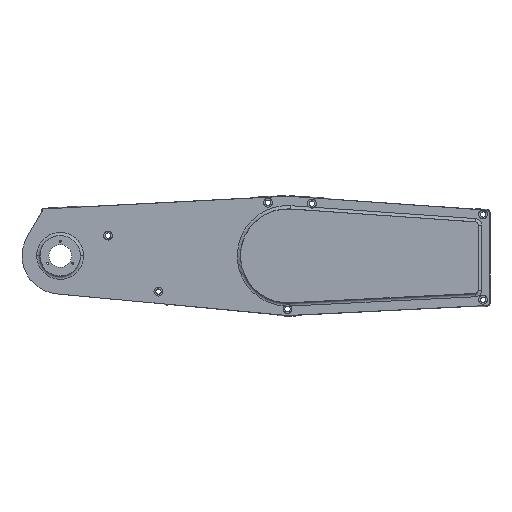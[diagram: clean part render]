
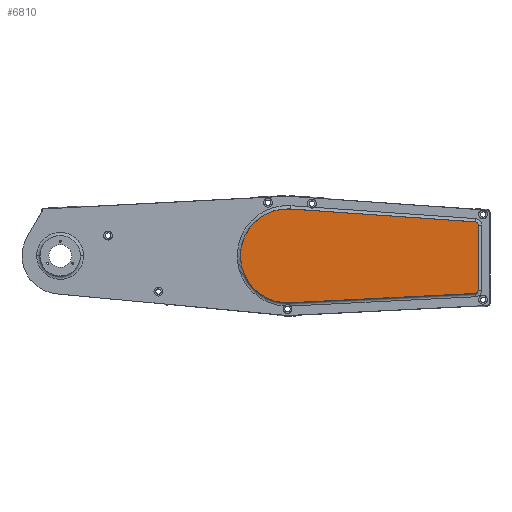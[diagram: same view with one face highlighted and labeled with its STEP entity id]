
A CAD part, top view. The second image highlights one B-rep face of the part: STEP entity #6810.
In plain terms, the highlighted planar face has unit normal (0, 0, 1).
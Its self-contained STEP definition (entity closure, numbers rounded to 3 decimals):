
#36 = DIRECTION ( 'NONE',  ( 1., 0., 0. ) ) ;
#95 = EDGE_CURVE ( 'NONE', #1423, #3236, #6066, .T. ) ;
#188 = CARTESIAN_POINT ( 'NONE',  ( 224.518, -19.57, 66. ) ) ;
#404 = DIRECTION ( 'NONE',  ( -0.998, 0.07, 0. ) ) ;
#430 = DIRECTION ( 'NONE',  ( 1., 0., 0. ) ) ;
#431 = DIRECTION ( 'NONE',  ( 0., 0., 1. ) ) ;
#458 = CARTESIAN_POINT ( 'NONE',  ( 224.326, 64.707, 66. ) ) ;
#476 = DIRECTION ( 'NONE',  ( 0.999, 0.05, 0. ) ) ;
#551 = CARTESIAN_POINT ( 'NONE',  ( -6.674, 26.728, 66. ) ) ;
#623 = VERTEX_POINT ( 'NONE', #3401 ) ;
#634 = CARTESIAN_POINT ( 'NONE',  ( 224.593, 68.523, 66. ) ) ;
#906 = VERTEX_POINT ( 'NONE', #188 ) ;
#1110 = CARTESIAN_POINT ( 'NONE',  ( 224.518, -19.57, 66. ) ) ;
#1311 = EDGE_LOOP ( 'NONE', ( #4250, #4303, #4325, #4376, #4448, #4460 ) ) ;
#1328 = CIRCLE ( 'NONE', #6450, 57.825 ) ;
#1423 = VERTEX_POINT ( 'NONE', #6040 ) ;
#1554 = CARTESIAN_POINT ( 'NONE',  ( -6.674, 26.728, 66. ) ) ;
#1602 = EDGE_CURVE ( 'NONE', #623, #906, #4164, .T. ) ;
#1814 = FACE_OUTER_BOUND ( 'NONE', #1311, .T. ) ;
#2014 = EDGE_CURVE ( 'NONE', #906, #3558, #3745, .T. ) ;
#2096 = DIRECTION ( 'NONE',  ( 1., 0., 0. ) ) ;
#2558 = DIRECTION ( 'NONE',  ( 1., 0., 0. ) ) ;
#2579 = DIRECTION ( 'NONE',  ( 0., 0., 1. ) ) ;
#2601 = CARTESIAN_POINT ( 'NONE',  ( 224.326, -15.749, 66. ) ) ;
#2755 = DIRECTION ( 'NONE',  ( 0., 1., 0. ) ) ;
#3236 = VERTEX_POINT ( 'NONE', #634 ) ;
#3282 = VERTEX_POINT ( 'NONE', #5487 ) ;
#3319 = DIRECTION ( 'NONE',  ( 0., 0., 1. ) ) ;
#3401 = CARTESIAN_POINT ( 'NONE',  ( -3.776, -31.024, 66. ) ) ;
#3558 = VERTEX_POINT ( 'NONE', #5200 ) ;
#3619 = EDGE_CURVE ( 'NONE', #3282, #623, #1328, .T. ) ;
#3633 = AXIS2_PLACEMENT_3D ( 'NONE', #458, #431, #430 ) ;
#3709 = CARTESIAN_POINT ( 'NONE',  ( -2.64, 84.413, 66. ) ) ;
#3745 = CIRCLE ( 'NONE', #6187, 3.825 ) ;
#3867 = PLANE ( 'NONE',  #4017 ) ;
#4017 = AXIS2_PLACEMENT_3D ( 'NONE', #551, #3319, #36 ) ;
#4164 = LINE ( 'NONE', #1110, #4171 ) ;
#4171 = VECTOR ( 'NONE', #476, 1000. ) ;
#4250 = ORIENTED_EDGE ( 'NONE', *, *, #5651, .T. ) ;
#4303 = ORIENTED_EDGE ( 'NONE', *, *, #3619, .T. ) ;
#4325 = ORIENTED_EDGE ( 'NONE', *, *, #1602, .T. ) ;
#4352 = VECTOR ( 'NONE', #404, 1000. ) ;
#4376 = ORIENTED_EDGE ( 'NONE', *, *, #2014, .T. ) ;
#4402 = LINE ( 'NONE', #3709, #4352 ) ;
#4448 = ORIENTED_EDGE ( 'NONE', *, *, #4694, .T. ) ;
#4460 = ORIENTED_EDGE ( 'NONE', *, *, #95, .T. ) ;
#4694 = EDGE_CURVE ( 'NONE', #3558, #1423, #6280, .T. ) ;
#4858 = CARTESIAN_POINT ( 'NONE',  ( 228.152, 64.707, 66. ) ) ;
#5200 = CARTESIAN_POINT ( 'NONE',  ( 228.152, -15.749, 66. ) ) ;
#5284 = DIRECTION ( 'NONE',  ( 0., 0., 1. ) ) ;
#5487 = CARTESIAN_POINT ( 'NONE',  ( -2.64, 84.413, 66. ) ) ;
#5651 = EDGE_CURVE ( 'NONE', #3236, #3282, #4402, .T. ) ;
#6040 = CARTESIAN_POINT ( 'NONE',  ( 228.152, 64.707, 66. ) ) ;
#6066 = CIRCLE ( 'NONE', #3633, 3.825 ) ;
#6187 = AXIS2_PLACEMENT_3D ( 'NONE', #2601, #2579, #2558 ) ;
#6229 = VECTOR ( 'NONE', #2755, 1000. ) ;
#6280 = LINE ( 'NONE', #4858, #6229 ) ;
#6450 = AXIS2_PLACEMENT_3D ( 'NONE', #1554, #5284, #2096 ) ;
#6810 = ADVANCED_FACE ( 'NONE', ( #1814 ), #3867, .T. ) ;
